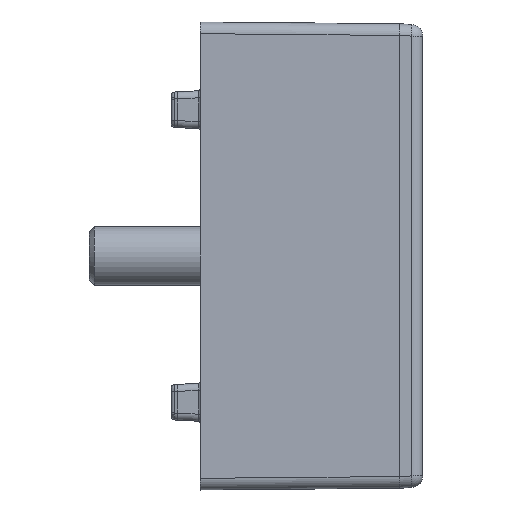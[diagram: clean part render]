
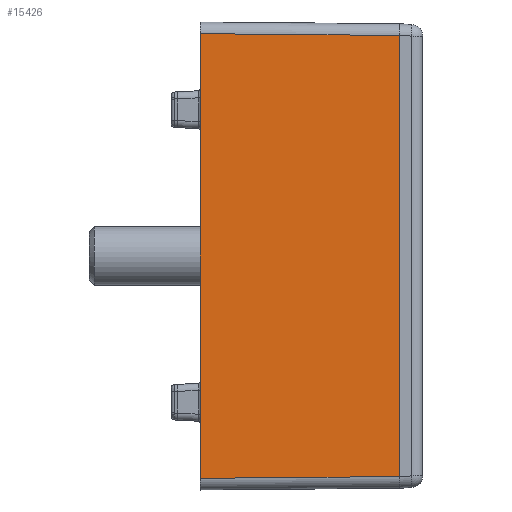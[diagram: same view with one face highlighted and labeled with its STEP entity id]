
A CAD part, front view. The second image highlights one B-rep face of the part: STEP entity #15426.
In plain terms, the highlighted planar face has unit normal (0.009, -1, 0).
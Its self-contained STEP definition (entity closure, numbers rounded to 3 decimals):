
#504=PLANE('',#16510);
#926=FACE_OUTER_BOUND('',#1874,.T.);
#1874=EDGE_LOOP('',(#10062,#10063,#10064,#10065));
#3491=LINE('',#22577,#4576);
#3607=LINE('',#23365,#4692);
#3623=LINE('',#23414,#4708);
#3624=LINE('',#23415,#4709);
#4576=VECTOR('',#18064,1000.);
#4692=VECTOR('',#18328,1000.);
#4708=VECTOR('',#18368,1000.);
#4709=VECTOR('',#18369,1000.);
#6108=VERTEX_POINT('',#22574);
#6109=VERTEX_POINT('',#22576);
#6298=VERTEX_POINT('',#23362);
#6299=VERTEX_POINT('',#23364);
#7506=EDGE_CURVE('',#6109,#6108,#3491,.T.);
#7717=EDGE_CURVE('',#6298,#6299,#3607,.T.);
#7743=EDGE_CURVE('',#6108,#6299,#3623,.T.);
#7744=EDGE_CURVE('',#6298,#6109,#3624,.T.);
#10062=ORIENTED_EDGE('',*,*,#7506,.T.);
#10063=ORIENTED_EDGE('',*,*,#7743,.T.);
#10064=ORIENTED_EDGE('',*,*,#7717,.F.);
#10065=ORIENTED_EDGE('',*,*,#7744,.T.);
#15426=ADVANCED_FACE('',(#926),#504,.T.);
#16510=AXIS2_PLACEMENT_3D('',#23413,#18366,#18367);
#18064=DIRECTION('',(0.,0.,-1.));
#18328=DIRECTION('',(0.,0.,-1.));
#18366=DIRECTION('center_axis',(0.009,-1.,
0.));
#18367=DIRECTION('ref_axis',(1.,0.009,0.));
#18368=DIRECTION('',(1.,0.009,0.009));
#18369=DIRECTION('',(-1.,-0.009,0.009));
#22574=CARTESIAN_POINT('',(0.,0.,-19.));
#22576=CARTESIAN_POINT('',(0.,0.,19.));
#22577=CARTESIAN_POINT('',(0.,0.,20.));
#23362=CARTESIAN_POINT('',(17.,0.148,18.852));
#23364=CARTESIAN_POINT('',(17.,0.148,-18.852));
#23365=CARTESIAN_POINT('',(17.,0.148,20.));
#23413=CARTESIAN_POINT('Origin',(0.,0.,20.));
#23414=CARTESIAN_POINT('',(16.991,0.148,-18.852));
#23415=CARTESIAN_POINT('',(-0.009,0.,19.));
